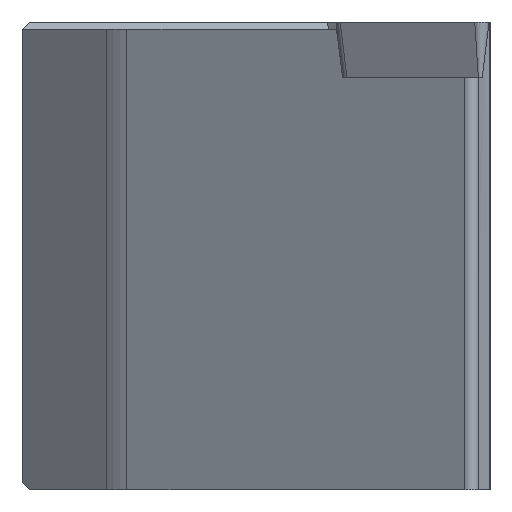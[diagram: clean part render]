
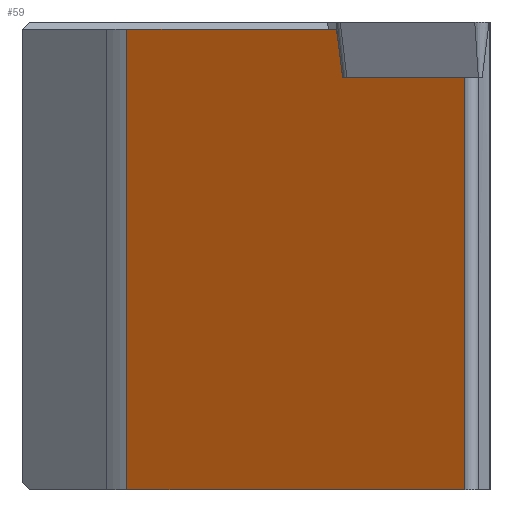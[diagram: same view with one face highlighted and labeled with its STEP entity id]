
A CAD part, left-side view. The second image highlights one B-rep face of the part: STEP entity #59.
In plain terms, the highlighted planar face has unit normal (-0.848, 0.53, 0).
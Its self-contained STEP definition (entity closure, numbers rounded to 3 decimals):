
#59=ADVANCED_FACE('',(#120),#92,.F.);
#92=PLANE('',#623);
#120=FACE_OUTER_BOUND('',#154,.T.);
#154=EDGE_LOOP('',(#214,#215,#216,#217,#218,#219));
#214=ORIENTED_EDGE('',*,*,#422,.F.);
#215=ORIENTED_EDGE('',*,*,#413,.F.);
#216=ORIENTED_EDGE('',*,*,#423,.T.);
#217=ORIENTED_EDGE('',*,*,#424,.F.);
#218=ORIENTED_EDGE('',*,*,#420,.F.);
#219=ORIENTED_EDGE('',*,*,#425,.F.);
#355=VERTEX_POINT('',#832);
#363=VERTEX_POINT('',#847);
#368=VERTEX_POINT('',#861);
#369=VERTEX_POINT('',#863);
#370=VERTEX_POINT('',#867);
#371=VERTEX_POINT('',#869);
#413=EDGE_CURVE('',#363,#355,#491,.T.);
#420=EDGE_CURVE('',#368,#369,#497,.T.);
#422=EDGE_CURVE('',#355,#370,#498,.T.);
#423=EDGE_CURVE('',#363,#371,#499,.T.);
#424=EDGE_CURVE('',#369,#371,#500,.T.);
#425=EDGE_CURVE('',#370,#368,#501,.T.);
#491=LINE('',#848,#556);
#497=LINE('',#862,#562);
#498=LINE('',#866,#563);
#499=LINE('',#868,#564);
#500=LINE('',#870,#565);
#501=LINE('',#871,#566);
#556=VECTOR('',#677,1.);
#562=VECTOR('',#689,1.);
#563=VECTOR('',#694,1.);
#564=VECTOR('',#695,1.);
#565=VECTOR('',#696,1.);
#566=VECTOR('',#697,1.);
#623=AXIS2_PLACEMENT_3D('',#872,#698,#699);
#677=DIRECTION('',(-0.53,-0.848,0.));
#689=DIRECTION('',(0.,0.,-1.));
#694=DIRECTION('',(-0.079,-0.126,-0.989));
#695=DIRECTION('',(0.,0.,-1.));
#696=DIRECTION('',(0.53,0.848,0.));
#697=DIRECTION('',(-0.53,-0.848,0.));
#698=DIRECTION('',(0.848,-0.53,0.));
#699=DIRECTION('',(0.53,0.848,0.));
#832=CARTESIAN_POINT('',(4.562,-13.439,-0.3));
#847=CARTESIAN_POINT('',(10.159,-4.483,-0.3));
#848=CARTESIAN_POINT('',(1.139,-18.917,-0.3));
#861=CARTESIAN_POINT('',(1.139,-18.917,-2.38));
#862=CARTESIAN_POINT('',(1.139,-18.917,-30.));
#863=CARTESIAN_POINT('',(1.139,-18.917,-20.));
#866=CARTESIAN_POINT('',(2.18,-17.252,-30.294));
#867=CARTESIAN_POINT('',(4.397,-13.703,-2.38));
#868=CARTESIAN_POINT('',(10.159,-4.483,-30.));
#869=CARTESIAN_POINT('',(10.159,-4.483,-20.));
#870=CARTESIAN_POINT('',(1.139,-18.917,-20.));
#871=CARTESIAN_POINT('',(1.139,-18.917,-2.38));
#872=CARTESIAN_POINT('',(1.139,-18.917,-30.));
